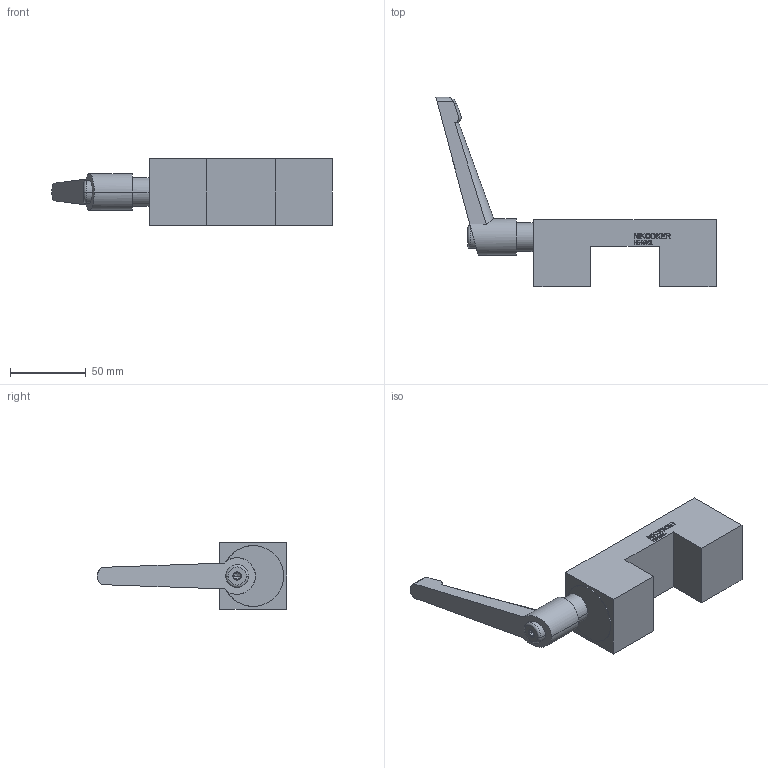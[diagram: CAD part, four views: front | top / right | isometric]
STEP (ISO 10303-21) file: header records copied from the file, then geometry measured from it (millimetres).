
FILE_DESCRIPTION((''),'2;1');
FILE_NAME('NK4501A','2023-07-12T10:57:32',('lx'),(''),'CREO PARAMETRIC BY PTC INC, 2018100','CREO PARAMETRIC BY PTC INC, 2018100','');
FILE_SCHEMA(('CONFIG_CONTROL_DESIGN'));
Length unit declared in the file: millimetre
Products named in the file (1): NK4501A
Bounding box: 184.5 x 124.6 x 44 mm (x, y, z)
Volume: 196395.8 mm3; surface area: 42585.8 mm2
Topology: 1 solids, 4 shells, 387 faces, 1050 edges, 697 vertices
Faces by surface type: plane 332, cylinder 41, cone 10, torus 4
Entity records: 12224 total; most frequent: CARTESIAN_POINT 2458, ORIENTED_EDGE 2090, DIRECTION 1838, EDGE_CURVE 1046, VECTOR 928, LINE 928, VERTEX_POINT 697, AXIS2_PLACEMENT_3D 455
